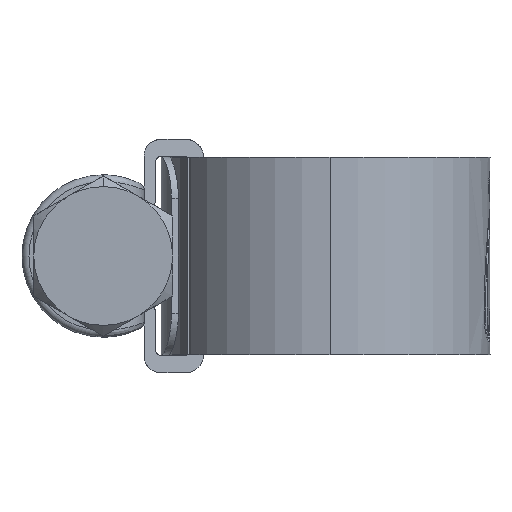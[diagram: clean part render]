
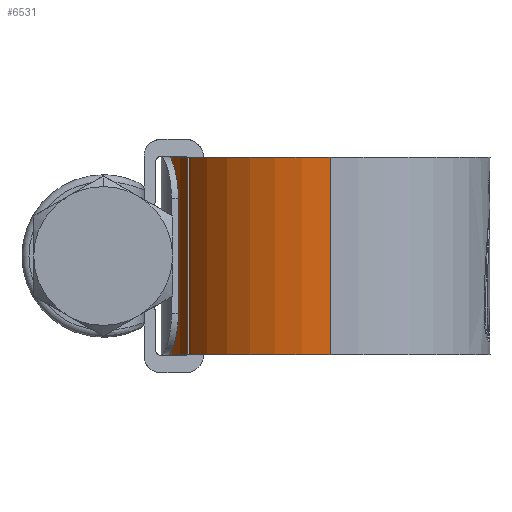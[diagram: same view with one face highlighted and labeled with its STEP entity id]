
A CAD part, left-side view. The second image highlights one B-rep face of the part: STEP entity #6531.
In plain terms, the highlighted cylindrical face has radius 11.53 mm (diameter 23.06 mm), a partial arc.
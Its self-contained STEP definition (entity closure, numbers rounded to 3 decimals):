
#284 = CYLINDRICAL_SURFACE ( 'NONE', #12875, 11.53 ) ;
#1020 = EDGE_LOOP ( 'NONE', ( #1352, #11184, #9057, #6626 ) ) ;
#1352 = ORIENTED_EDGE ( 'NONE', *, *, #7141, .F. ) ;
#1387 = VERTEX_POINT ( 'NONE', #11102 ) ;
#1406 = EDGE_CURVE ( 'NONE', #4898, #1387, #8813, .T. ) ;
#3027 = DIRECTION ( 'NONE',  ( 1., 0., 0. ) ) ;
#3176 = CARTESIAN_POINT ( 'NONE',  ( 0., 0., -7.135 ) ) ;
#3296 = VECTOR ( 'NONE', #10238, 1000. ) ;
#3754 = CIRCLE ( 'NONE', #8993, 11.53 ) ;
#3890 = VERTEX_POINT ( 'NONE', #11050 ) ;
#4477 = EDGE_CURVE ( 'NONE', #1387, #6592, #11713, .T. ) ;
#4531 = CARTESIAN_POINT ( 'NONE',  ( -11.53, 0., -7.135 ) ) ;
#4649 = CARTESIAN_POINT ( 'NONE',  ( 0., 0., 7.135 ) ) ;
#4724 = DIRECTION ( 'NONE',  ( 0., 0., -1. ) ) ;
#4898 = VERTEX_POINT ( 'NONE', #14089 ) ;
#5558 = AXIS2_PLACEMENT_3D ( 'NONE', #3176, #7535, #3027 ) ;
#6531 = ADVANCED_FACE ( 'NONE', ( #10091 ), #284, .T. ) ;
#6592 = VERTEX_POINT ( 'NONE', #4531 ) ;
#6597 = EDGE_CURVE ( 'NONE', #4898, #3890, #3754, .T. ) ;
#6626 = ORIENTED_EDGE ( 'NONE', *, *, #4477, .T. ) ;
#6859 = LINE ( 'NONE', #12363, #3296 ) ;
#7141 = EDGE_CURVE ( 'NONE', #3890, #6592, #6859, .T. ) ;
#7535 = DIRECTION ( 'NONE',  ( 0., 0., 1. ) ) ;
#8739 = DIRECTION ( 'NONE',  ( 0., 0., -1. ) ) ;
#8813 = LINE ( 'NONE', #13173, #11462 ) ;
#8891 = CARTESIAN_POINT ( 'NONE',  ( 0., 0., 7.135 ) ) ;
#8957 = DIRECTION ( 'NONE',  ( 0., 0., 1. ) ) ;
#8993 = AXIS2_PLACEMENT_3D ( 'NONE', #8891, #8957, #11114 ) ;
#9006 = DIRECTION ( 'NONE',  ( -1., 0., 0. ) ) ;
#9057 = ORIENTED_EDGE ( 'NONE', *, *, #1406, .T. ) ;
#10091 = FACE_OUTER_BOUND ( 'NONE', #1020, .T. ) ;
#10238 = DIRECTION ( 'NONE',  ( 0., 0., -1. ) ) ;
#11050 = CARTESIAN_POINT ( 'NONE',  ( -11.53, 0., 7.135 ) ) ;
#11102 = CARTESIAN_POINT ( 'NONE',  ( 0., 11.53, -7.135 ) ) ;
#11114 = DIRECTION ( 'NONE',  ( 1., 0., 0. ) ) ;
#11184 = ORIENTED_EDGE ( 'NONE', *, *, #6597, .F. ) ;
#11462 = VECTOR ( 'NONE', #8739, 1000. ) ;
#11713 = CIRCLE ( 'NONE', #5558, 11.53 ) ;
#12363 = CARTESIAN_POINT ( 'NONE',  ( -11.53, 0., 7.135 ) ) ;
#12875 = AXIS2_PLACEMENT_3D ( 'NONE', #4649, #4724, #9006 ) ;
#13173 = CARTESIAN_POINT ( 'NONE',  ( 0., 11.53, 7.135 ) ) ;
#14089 = CARTESIAN_POINT ( 'NONE',  ( 0., 11.53, 7.135 ) ) ;
